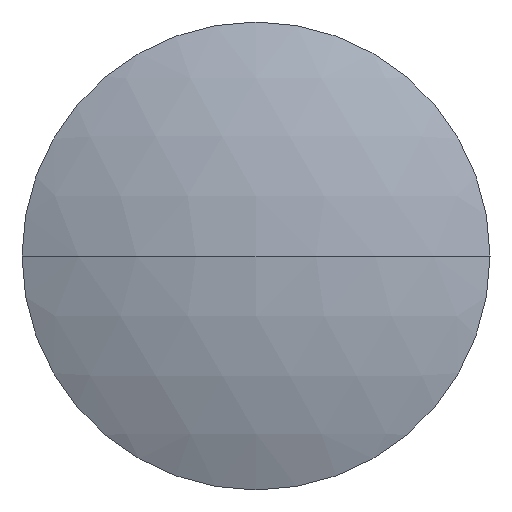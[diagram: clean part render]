
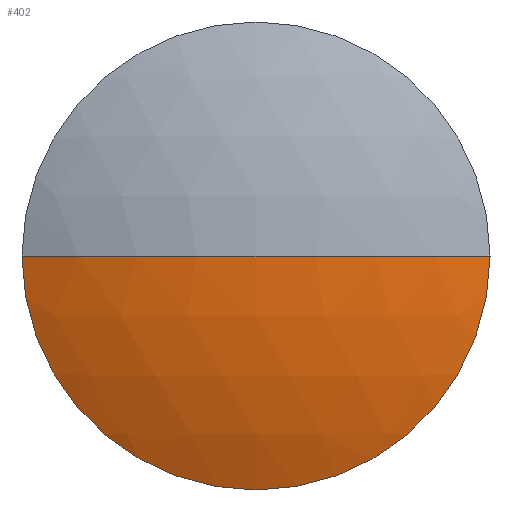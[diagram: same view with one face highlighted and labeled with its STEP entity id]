
A CAD part, left-side view. The second image highlights one B-rep face of the part: STEP entity #402.
In plain terms, the highlighted spherical face has radius 63.62 mm.
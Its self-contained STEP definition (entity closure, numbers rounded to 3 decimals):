
#5 = EDGE_CURVE ( 'NONE', #343, #176, #364, .T. ) ;
#14 = DIRECTION ( 'NONE',  ( -1., 0., 0. ) ) ;
#19 = CARTESIAN_POINT ( 'NONE',  ( -81.761, 64.415, 0. ) ) ;
#29 = DIRECTION ( 'NONE',  ( 0., 0., -1. ) ) ;
#50 = AXIS2_PLACEMENT_3D ( 'NONE', #292, #439, #56 ) ;
#56 = DIRECTION ( 'NONE',  ( 1., 0., 0. ) ) ;
#61 = AXIS2_PLACEMENT_3D ( 'NONE', #265, #29, #375 ) ;
#97 = CIRCLE ( 'NONE', #344, 25.4 ) ;
#98 = SPHERICAL_SURFACE ( 'NONE', #143, 63.62 ) ;
#103 = DIRECTION ( 'NONE',  ( 0., 0., -1. ) ) ;
#135 = CARTESIAN_POINT ( 'NONE',  ( -81.761, 64.415, 0. ) ) ;
#143 = AXIS2_PLACEMENT_3D ( 'NONE', #233, #103, #378 ) ;
#144 = ORIENTED_EDGE ( 'NONE', *, *, #380, .T. ) ;
#165 = DIRECTION ( 'NONE',  ( 0., 0., 1. ) ) ;
#168 = EDGE_CURVE ( 'NONE', #343, #276, #97, .T. ) ;
#176 = VERTEX_POINT ( 'NONE', #219 ) ;
#198 = DIRECTION ( 'NONE',  ( -1., 0., 0. ) ) ;
#210 = VERTEX_POINT ( 'NONE', #293 ) ;
#219 = CARTESIAN_POINT ( 'NONE',  ( -87.051, 64.415, 0. ) ) ;
#233 = CARTESIAN_POINT ( 'NONE',  ( -23.431, 64.415, 0. ) ) ;
#256 = CIRCLE ( 'NONE', #61, 63.62 ) ;
#261 = DIRECTION ( 'NONE',  ( 0., 0., 1. ) ) ;
#265 = CARTESIAN_POINT ( 'NONE',  ( -23.431, 64.415, 0. ) ) ;
#276 = VERTEX_POINT ( 'NONE', #296 ) ;
#278 = AXIS2_PLACEMENT_3D ( 'NONE', #135, #198, #165 ) ;
#292 = CARTESIAN_POINT ( 'NONE',  ( -23.431, 64.415, 0. ) ) ;
#293 = CARTESIAN_POINT ( 'NONE',  ( -81.761, 39.015, 0. ) ) ;
#296 = CARTESIAN_POINT ( 'NONE',  ( -81.761, 64.415, -25.4 ) ) ;
#317 = ORIENTED_EDGE ( 'NONE', *, *, #168, .T. ) ;
#335 = CIRCLE ( 'NONE', #278, 25.4 ) ;
#343 = VERTEX_POINT ( 'NONE', #405 ) ;
#344 = AXIS2_PLACEMENT_3D ( 'NONE', #19, #14, #261 ) ;
#350 = EDGE_LOOP ( 'NONE', ( #317, #390, #144, #446 ) ) ;
#364 = CIRCLE ( 'NONE', #50, 63.62 ) ;
#367 = EDGE_CURVE ( 'NONE', #276, #210, #335, .T. ) ;
#375 = DIRECTION ( 'NONE',  ( 0., 1., 0. ) ) ;
#378 = DIRECTION ( 'NONE',  ( 0., 1., 0. ) ) ;
#380 = EDGE_CURVE ( 'NONE', #210, #176, #256, .T. ) ;
#390 = ORIENTED_EDGE ( 'NONE', *, *, #367, .T. ) ;
#402 = ADVANCED_FACE ( 'NONE', ( #411 ), #98, .T. ) ;
#405 = CARTESIAN_POINT ( 'NONE',  ( -81.761, 89.815, 0. ) ) ;
#411 = FACE_OUTER_BOUND ( 'NONE', #350, .T. ) ;
#439 = DIRECTION ( 'NONE',  ( 0., 0., 1. ) ) ;
#446 = ORIENTED_EDGE ( 'NONE', *, *, #5, .F. ) ;
